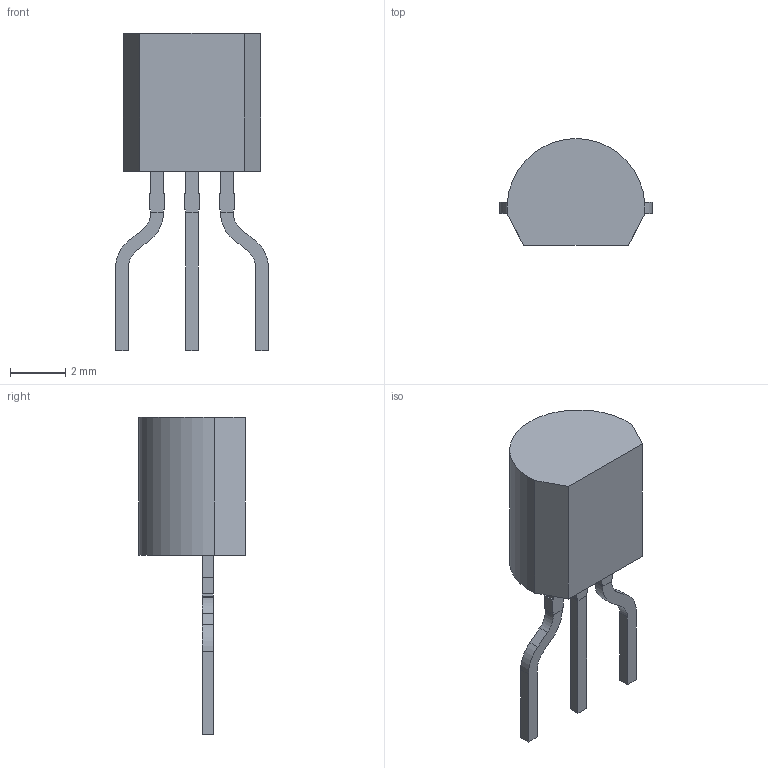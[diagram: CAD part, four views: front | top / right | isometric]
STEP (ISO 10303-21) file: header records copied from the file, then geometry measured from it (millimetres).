
FILE_DESCRIPTION(/* description */ (''),/* implementation_level */ '2;1');
FILE_NAME(/* name */ 'TO-92_SS1.27.step',/* time_stamp */ '2020-04-21T23:58:23+03:00',/* author */ (''),/* organization */ (''),/* preprocessor_version */ 'ST-DEVELOPER v17.2',/* originating_system */ 'Autodesk Translation Framework v7.6.0.251',/* authorisation */ '');
FILE_SCHEMA (('AUTOMOTIVE_DESIGN { 1 0 10303 214 3 1 1 }'));
Length unit declared in the file: millimetre
Products named in the file (1): (Unsaved)
Bounding box: 5.54 x 3.87 x 11.5 mm (x, y, z)
Volume: 79.9 mm3; surface area: 141.7 mm2
Topology: 1 solids, 7 shells, 69 faces, 204 edges, 136 vertices
Faces by surface type: plane 60, cylinder 9
Entity records: 2291 total; most frequent: CARTESIAN_POINT 410, DIRECTION 362, ORIENTED_EDGE 356, EDGE_CURVE 204, LINE 186, VECTOR 186, VERTEX_POINT 136, AXIS2_PLACEMENT_3D 88
